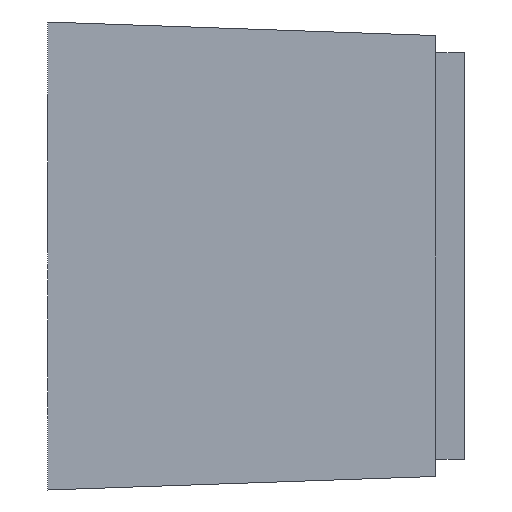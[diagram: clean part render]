
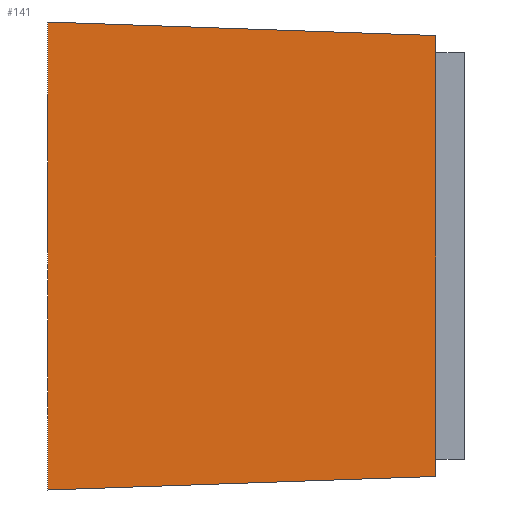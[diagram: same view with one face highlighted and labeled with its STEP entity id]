
A CAD part, front view. The second image highlights one B-rep face of the part: STEP entity #141.
In plain terms, the highlighted planar face has unit normal (0.035, -0.999, 0).
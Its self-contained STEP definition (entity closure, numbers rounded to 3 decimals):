
#102=FACE_OUTER_BOUND('',#412,.T.);
#141=ADVANCED_FACE('',(#102),#187,.T.);
#187=PLANE('',#904);
#204=LINE('',#1253,#228);
#220=LINE('',#1354,#244);
#224=LINE('',#1363,#248);
#226=LINE('',#1366,#250);
#228=VECTOR('',#982,1.);
#244=VECTOR('',#1098,1.);
#248=VECTOR('',#1104,1.);
#250=VECTOR('',#1108,1.);
#412=EDGE_LOOP('',(#563,#564,#565,#566));
#563=ORIENTED_EDGE('',*,*,#760,.F.);
#564=ORIENTED_EDGE('',*,*,#754,.T.);
#565=ORIENTED_EDGE('',*,*,#758,.T.);
#566=ORIENTED_EDGE('',*,*,#715,.F.);
#643=VERTEX_POINT('',#1254);
#644=VERTEX_POINT('',#1255);
#678=VERTEX_POINT('',#1355);
#679=VERTEX_POINT('',#1356);
#715=EDGE_CURVE('',#643,#644,#204,.T.);
#754=EDGE_CURVE('',#678,#679,#220,.T.);
#758=EDGE_CURVE('',#679,#644,#224,.T.);
#760=EDGE_CURVE('',#678,#643,#226,.T.);
#904=AXIS2_PLACEMENT_3D('',#1367,#1109,#1110);
#982=DIRECTION('',(0.,0.,1.));
#1098=DIRECTION('',(0.,0.,1.));
#1104=DIRECTION('',(-0.999,-0.035,0.035));
#1108=DIRECTION('',(-0.999,-0.035,-0.035));
#1109=DIRECTION('',(0.035,-0.999,0.));
#1110=DIRECTION('',(0.999,0.035,0.));
#1253=CARTESIAN_POINT('',(0.,-21.1,-9.95));
#1254=CARTESIAN_POINT('',(0.,-21.1,-9.95));
#1255=CARTESIAN_POINT('',(0.,-21.1,9.95));
#1354=CARTESIAN_POINT('',(16.5,-20.524,-9.95));
#1355=CARTESIAN_POINT('',(16.5,-20.524,-9.374));
#1356=CARTESIAN_POINT('',(16.5,-20.524,9.374));
#1363=CARTESIAN_POINT('',(0.693,-21.076,9.926));
#1366=CARTESIAN_POINT('',(1.47,-21.049,-9.899));
#1367=CARTESIAN_POINT('',(0.,-21.1,-9.95));
